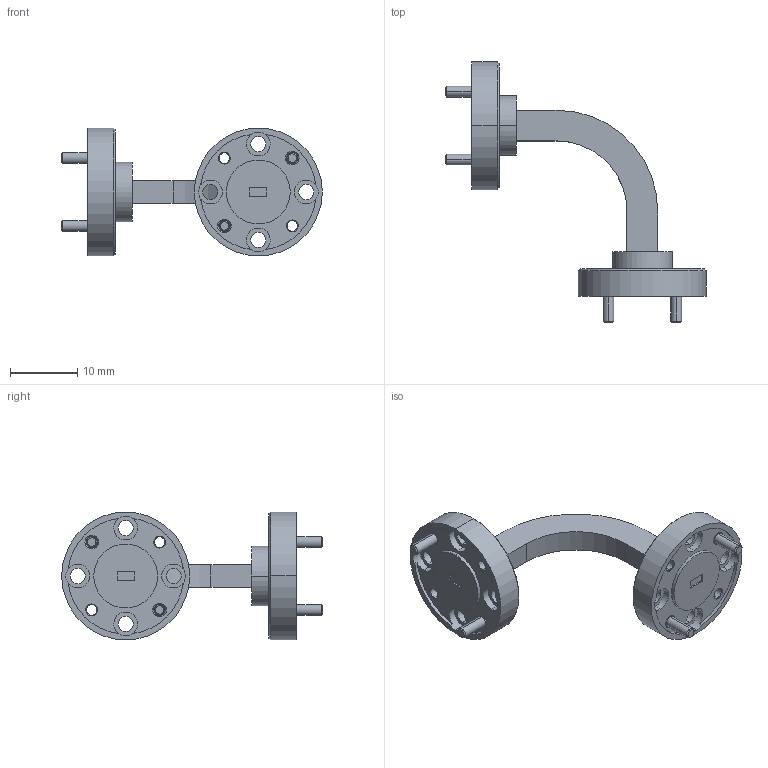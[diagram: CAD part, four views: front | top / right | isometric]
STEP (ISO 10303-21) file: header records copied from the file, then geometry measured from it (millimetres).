
FILE_DESCRIPTION (( 'STEP AP214' ), '1' );
FILE_NAME ('WB-HW-1.0-A Rev 1.0.STEP', '2023-10-11T19:39:46', ( '' ), ( '' ), 'SwSTEP 2.0', 'SolidWorks 2021', '' );
FILE_SCHEMA (( 'AUTOMOTIVE_DESIGN' ));
Length unit declared in the file: inch
Products named in the file (1): WB-HW-1.0-A Rev 1.0
Bounding box: 38.8 x 38.8 x 19.05 mm (x, y, z)
Volume: 2788.4 mm3; surface area: 2639.6 mm2
Topology: 1 solids, 1 shells, 180 faces, 426 edges, 274 vertices
Faces by surface type: cylinder 94, plane 50, cone 36
Entity records: 7470 total; most frequent: DIRECTION 1034, CARTESIAN_POINT 881, ORIENTED_EDGE 852, AXIS2_PLACEMENT_3D 427, EDGE_CURVE 426, VERTEX_POINT 274, CIRCLE 246, EDGE_LOOP 230
